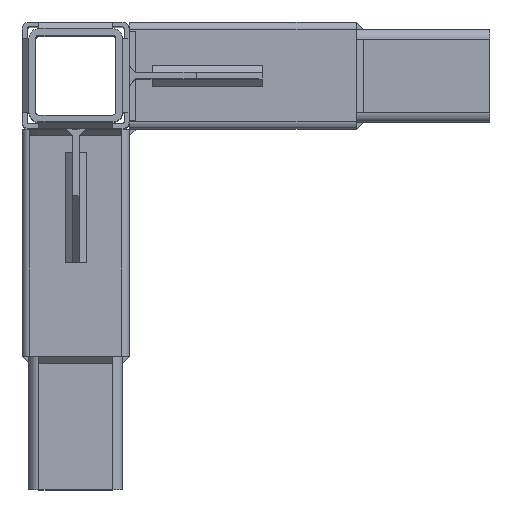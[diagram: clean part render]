
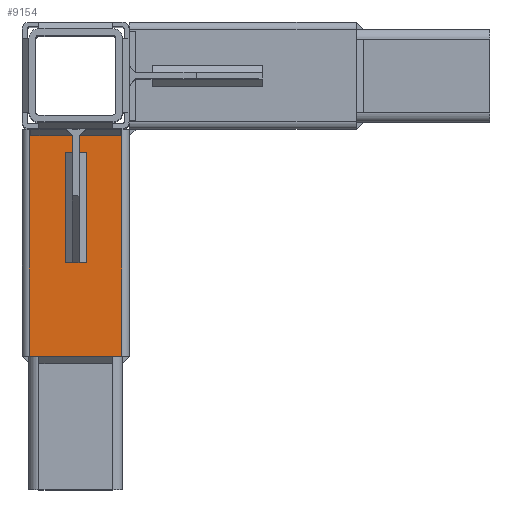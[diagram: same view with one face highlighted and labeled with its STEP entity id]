
A CAD part, top view. The second image highlights one B-rep face of the part: STEP entity #9154.
In plain terms, the highlighted planar face has unit normal (0, 0, 1).
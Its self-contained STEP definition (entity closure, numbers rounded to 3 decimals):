
#79 = CARTESIAN_POINT ( 'NONE',  ( 37.904, -371.433, 300. ) ) ;
#116 = DIRECTION ( 'NONE',  ( 1., 0., 0. ) ) ;
#140 = EDGE_CURVE ( 'NONE', #4655, #5316, #7849, .T. ) ;
#195 = CARTESIAN_POINT ( 'NONE',  ( 80.404, -354.433, 300. ) ) ;
#223 = LINE ( 'NONE', #7501, #3058 ) ;
#255 = LINE ( 'NONE', #5774, #3543 ) ;
#287 = DIRECTION ( 'NONE',  ( 0., -1., 0. ) ) ;
#320 = ORIENTED_EDGE ( 'NONE', *, *, #6865, .T. ) ;
#351 = CARTESIAN_POINT ( 'NONE',  ( 80.404, -454.433, 300. ) ) ;
#371 = DIRECTION ( 'NONE',  ( 1., 0., 0. ) ) ;
#439 = LINE ( 'NONE', #464, #3731 ) ;
#464 = CARTESIAN_POINT ( 'NONE',  ( 80.404, -371.433, 300. ) ) ;
#490 = CARTESIAN_POINT ( 'NONE',  ( 80.404, -354.433, 300. ) ) ;
#525 = DIRECTION ( 'NONE',  ( 1., 0., 0. ) ) ;
#589 = DIRECTION ( 'NONE',  ( 0., -1., 0. ) ) ;
#677 = EDGE_CURVE ( 'NONE', #6086, #4655, #8756, .T. ) ;
#700 = CARTESIAN_POINT ( 'NONE',  ( 12.304, -354.433, 300. ) ) ;
#743 = CARTESIAN_POINT ( 'NONE',  ( 80.404, -354.433, 300. ) ) ;
#960 = LINE ( 'NONE', #9168, #2769 ) ;
#1004 = VERTEX_POINT ( 'NONE', #6901 ) ;
#1040 = VERTEX_POINT ( 'NONE', #1852 ) ;
#1137 = ORIENTED_EDGE ( 'NONE', *, *, #2588, .T. ) ;
#1165 = EDGE_CURVE ( 'NONE', #6289, #3120, #7609, .T. ) ;
#1376 = VERTEX_POINT ( 'NONE', #6407 ) ;
#1404 = CARTESIAN_POINT ( 'NONE',  ( 37.904, -454.433, 300. ) ) ;
#1742 = VECTOR ( 'NONE', #4115, 1000. ) ;
#1852 = CARTESIAN_POINT ( 'NONE',  ( 43.304, -454.433, 300. ) ) ;
#1957 = EDGE_LOOP ( 'NONE', ( #5983, #3266, #320, #1137, #4196, #8058, #5979, #4496 ) ) ;
#1965 = VECTOR ( 'NONE', #3699, 1000. ) ;
#1990 = VECTOR ( 'NONE', #8808, 1000. ) ;
#2022 = EDGE_CURVE ( 'NONE', #8433, #3162, #9424, .T. ) ;
#2053 = EDGE_LOOP ( 'NONE', ( #5824, #6843, #7435, #4763 ) ) ;
#2180 = EDGE_CURVE ( 'NONE', #9042, #3162, #7131, .T. ) ;
#2240 = EDGE_CURVE ( 'NONE', #1040, #6086, #8039, .T. ) ;
#2403 = EDGE_CURVE ( 'NONE', #1004, #6289, #6444, .T. ) ;
#2409 = LINE ( 'NONE', #490, #1742 ) ;
#2451 = AXIS2_PLACEMENT_3D ( 'NONE', #6085, #6754, #4624 ) ;
#2588 = EDGE_CURVE ( 'NONE', #6775, #5263, #3910, .T. ) ;
#2757 = CARTESIAN_POINT ( 'NONE',  ( 53.704, -354.433, 300. ) ) ;
#2769 = VECTOR ( 'NONE', #6911, 1000. ) ;
#2793 = CARTESIAN_POINT ( 'NONE',  ( 80.404, -371.433, 300. ) ) ;
#2993 = VECTOR ( 'NONE', #287, 1000. ) ;
#3021 = CARTESIAN_POINT ( 'NONE',  ( 11.204, -354.433, 300. ) ) ;
#3058 = VECTOR ( 'NONE', #5982, 1000. ) ;
#3120 = VERTEX_POINT ( 'NONE', #6120 ) ;
#3162 = VERTEX_POINT ( 'NONE', #7584 ) ;
#3234 = DIRECTION ( 'NONE',  ( -1., 0., 0. ) ) ;
#3250 = LINE ( 'NONE', #8887, #7048 ) ;
#3266 = ORIENTED_EDGE ( 'NONE', *, *, #2022, .F. ) ;
#3404 = EDGE_CURVE ( 'NONE', #1376, #9180, #255, .T. ) ;
#3455 = EDGE_LOOP ( 'NONE', ( #5036, #9166, #8106, #4732 ) ) ;
#3462 = CARTESIAN_POINT ( 'NONE',  ( 37.904, -354.433, 300. ) ) ;
#3543 = VECTOR ( 'NONE', #525, 1000. ) ;
#3544 = DIRECTION ( 'NONE',  ( 1., 0., 0. ) ) ;
#3669 = CARTESIAN_POINT ( 'NONE',  ( 79.304, -354.433, 300. ) ) ;
#3699 = DIRECTION ( 'NONE',  ( -1., 0., 0. ) ) ;
#3718 = DIRECTION ( 'NONE',  ( -1., 0., 0. ) ) ;
#3731 = VECTOR ( 'NONE', #371, 1000. ) ;
#3860 = CARTESIAN_POINT ( 'NONE',  ( 80.404, -524.433, 300. ) ) ;
#3910 = LINE ( 'NONE', #743, #1965 ) ;
#4115 = DIRECTION ( 'NONE',  ( 0., 1., 0. ) ) ;
#4196 = ORIENTED_EDGE ( 'NONE', *, *, #9060, .T. ) ;
#4422 = CARTESIAN_POINT ( 'NONE',  ( 11.204, -354.433, 300. ) ) ;
#4496 = ORIENTED_EDGE ( 'NONE', *, *, #8435, .T. ) ;
#4624 = DIRECTION ( 'NONE',  ( 0., -1., 0. ) ) ;
#4655 = VERTEX_POINT ( 'NONE', #79 ) ;
#4732 = ORIENTED_EDGE ( 'NONE', *, *, #9246, .T. ) ;
#4760 = VERTEX_POINT ( 'NONE', #195 ) ;
#4763 = ORIENTED_EDGE ( 'NONE', *, *, #2403, .T. ) ;
#4834 = VECTOR ( 'NONE', #589, 1000. ) ;
#4847 = VECTOR ( 'NONE', #6664, 1000. ) ;
#4977 = VECTOR ( 'NONE', #116, 1000. ) ;
#5036 = ORIENTED_EDGE ( 'NONE', *, *, #2240, .T. ) ;
#5263 = VERTEX_POINT ( 'NONE', #4422 ) ;
#5282 = PLANE ( 'NONE',  #2451 ) ;
#5316 = VERTEX_POINT ( 'NONE', #7366 ) ;
#5402 = CARTESIAN_POINT ( 'NONE',  ( 79.304, -355.973, 300. ) ) ;
#5470 = DIRECTION ( 'NONE',  ( 0., 1., 0. ) ) ;
#5654 = EDGE_CURVE ( 'NONE', #9180, #4760, #2409, .T. ) ;
#5774 = CARTESIAN_POINT ( 'NONE',  ( 80.404, -524.433, 300. ) ) ;
#5824 = ORIENTED_EDGE ( 'NONE', *, *, #1165, .T. ) ;
#5834 = LINE ( 'NONE', #6930, #6638 ) ;
#5925 = VECTOR ( 'NONE', #3544, 1000. ) ;
#5979 = ORIENTED_EDGE ( 'NONE', *, *, #5654, .T. ) ;
#5982 = DIRECTION ( 'NONE',  ( 0., 1., 0. ) ) ;
#5983 = ORIENTED_EDGE ( 'NONE', *, *, #2180, .T. ) ;
#6085 = CARTESIAN_POINT ( 'NONE',  ( 80.404, -354.433, 300. ) ) ;
#6086 = VERTEX_POINT ( 'NONE', #1404 ) ;
#6120 = CARTESIAN_POINT ( 'NONE',  ( 48.304, -454.433, 300. ) ) ;
#6289 = VERTEX_POINT ( 'NONE', #9077 ) ;
#6343 = FACE_BOUND ( 'NONE', #3455, .T. ) ;
#6407 = CARTESIAN_POINT ( 'NONE',  ( 11.204, -524.433, 300. ) ) ;
#6444 = LINE ( 'NONE', #2757, #4834 ) ;
#6592 = CARTESIAN_POINT ( 'NONE',  ( 12.304, -359.233, 300. ) ) ;
#6638 = VECTOR ( 'NONE', #6863, 1000. ) ;
#6664 = DIRECTION ( 'NONE',  ( 0., -1., 0. ) ) ;
#6683 = CARTESIAN_POINT ( 'NONE',  ( 87.304, -359.233, 300. ) ) ;
#6754 = DIRECTION ( 'NONE',  ( 0., 0., 1. ) ) ;
#6775 = VERTEX_POINT ( 'NONE', #700 ) ;
#6843 = ORIENTED_EDGE ( 'NONE', *, *, #6995, .T. ) ;
#6863 = DIRECTION ( 'NONE',  ( 0., 1., 0. ) ) ;
#6865 = EDGE_CURVE ( 'NONE', #8433, #6775, #223, .T. ) ;
#6901 = CARTESIAN_POINT ( 'NONE',  ( 53.704, -371.433, 300. ) ) ;
#6911 = DIRECTION ( 'NONE',  ( 0., -1., 0. ) ) ;
#6930 = CARTESIAN_POINT ( 'NONE',  ( 48.304, -354.433, 300. ) ) ;
#6995 = EDGE_CURVE ( 'NONE', #3120, #8097, #5834, .T. ) ;
#7048 = VECTOR ( 'NONE', #3718, 1000. ) ;
#7131 = LINE ( 'NONE', #5402, #2993 ) ;
#7333 = CARTESIAN_POINT ( 'NONE',  ( 80.404, -454.433, 300. ) ) ;
#7366 = CARTESIAN_POINT ( 'NONE',  ( 43.304, -371.433, 300. ) ) ;
#7435 = ORIENTED_EDGE ( 'NONE', *, *, #7629, .T. ) ;
#7486 = FACE_OUTER_BOUND ( 'NONE', #1957, .T. ) ;
#7501 = CARTESIAN_POINT ( 'NONE',  ( 12.304, -355.973, 300. ) ) ;
#7584 = CARTESIAN_POINT ( 'NONE',  ( 79.304, -359.233, 300. ) ) ;
#7609 = LINE ( 'NONE', #7333, #1990 ) ;
#7629 = EDGE_CURVE ( 'NONE', #8097, #1004, #439, .T. ) ;
#7809 = VECTOR ( 'NONE', #3234, 1000. ) ;
#7849 = LINE ( 'NONE', #2793, #5925 ) ;
#8039 = LINE ( 'NONE', #351, #7809 ) ;
#8058 = ORIENTED_EDGE ( 'NONE', *, *, #3404, .T. ) ;
#8097 = VERTEX_POINT ( 'NONE', #8271 ) ;
#8106 = ORIENTED_EDGE ( 'NONE', *, *, #140, .T. ) ;
#8271 = CARTESIAN_POINT ( 'NONE',  ( 48.304, -371.433, 300. ) ) ;
#8433 = VERTEX_POINT ( 'NONE', #6592 ) ;
#8435 = EDGE_CURVE ( 'NONE', #4760, #9042, #3250, .T. ) ;
#8747 = LINE ( 'NONE', #3021, #4847 ) ;
#8756 = LINE ( 'NONE', #3462, #8880 ) ;
#8808 = DIRECTION ( 'NONE',  ( -1., 0., 0. ) ) ;
#8880 = VECTOR ( 'NONE', #5470, 1000. ) ;
#8887 = CARTESIAN_POINT ( 'NONE',  ( 80.404, -354.433, 300. ) ) ;
#9042 = VERTEX_POINT ( 'NONE', #3669 ) ;
#9060 = EDGE_CURVE ( 'NONE', #5263, #1376, #8747, .T. ) ;
#9077 = CARTESIAN_POINT ( 'NONE',  ( 53.704, -454.433, 300. ) ) ;
#9154 = ADVANCED_FACE ( 'NONE', ( #6343, #9432, #7486 ), #5282, .T. ) ;
#9166 = ORIENTED_EDGE ( 'NONE', *, *, #677, .T. ) ;
#9168 = CARTESIAN_POINT ( 'NONE',  ( 43.304, -354.433, 300. ) ) ;
#9180 = VERTEX_POINT ( 'NONE', #3860 ) ;
#9246 = EDGE_CURVE ( 'NONE', #5316, #1040, #960, .T. ) ;
#9424 = LINE ( 'NONE', #6683, #4977 ) ;
#9432 = FACE_BOUND ( 'NONE', #2053, .T. ) ;
